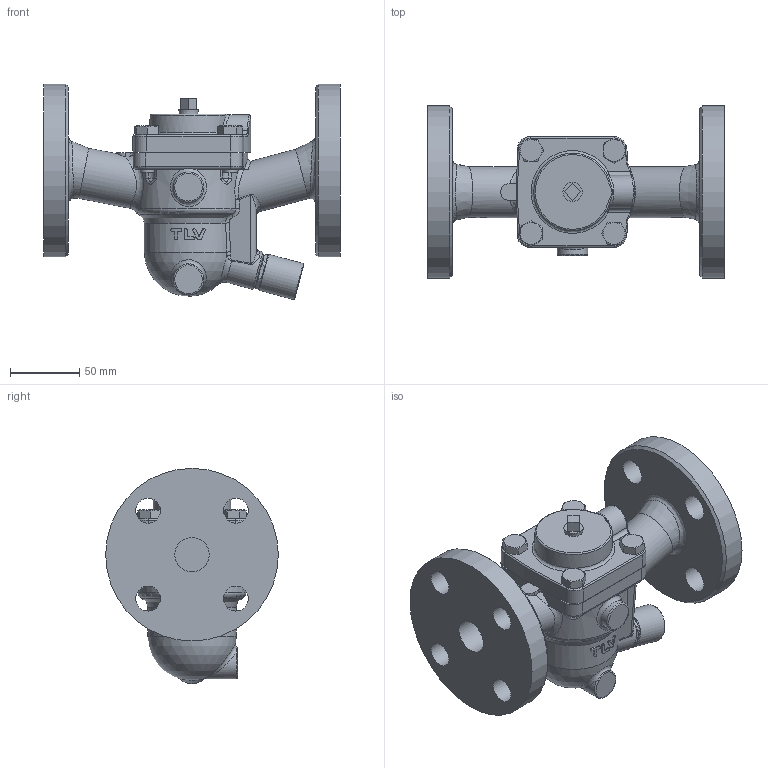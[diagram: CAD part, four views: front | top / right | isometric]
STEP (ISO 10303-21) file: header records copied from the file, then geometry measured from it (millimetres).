
FILE_DESCRIPTION((''),'2;1');
FILE_NAME('ja300-025-jis10-00.stp','2010-11-10T15:26:40',('nakaot'),(''),'Autodesk Inventor 2008','Autodesk Inventor 2008','');
FILE_SCHEMA(('AUTOMOTIVE_DESIGN { 1 0 10303 214 1 1 1 1 }'));
Length unit declared in the file: millimetre
Products named in the file (1): ja300-025-jis10-00
Bounding box: 215 x 125 x 155.89 mm (x, y, z)
Volume: 1074096.6 mm3; surface area: 134445.5 mm2
Topology: 1 solids, 3 shells, 352 faces, 848 edges, 527 vertices
Faces by surface type: plane 102, cylinder 83, bspline 82, cone 65, torus 19, sphere 1
Full cylindrical faces by diameter (mm): 10 x8, 22 x1, 25 x2, 27 x1, 28 x1, 37 x2, 56.5 x1, 125 x2
Entity records: 23037 total; most frequent: CARTESIAN_POINT 15714, ORIENTED_EDGE 1566, DIRECTION 1394, EDGE_CURVE 783, AXIS2_PLACEMENT_3D 610, VERTEX_POINT 504, EDGE_LOOP 441, FACE_OUTER_BOUND 351
